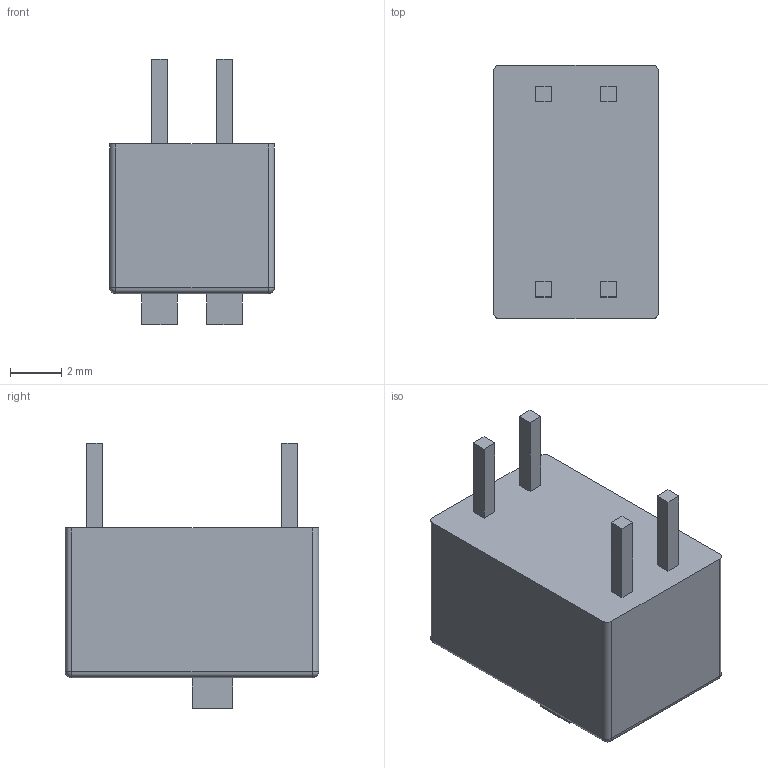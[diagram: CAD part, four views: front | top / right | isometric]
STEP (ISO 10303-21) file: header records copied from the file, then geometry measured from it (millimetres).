
FILE_DESCRIPTION (( 'STEP AP203' ), '1' );
FILE_NAME ('Dip Switch 2.STEP', '2019-12-20T08:02:40', ( '' ), ( '' ), 'SwSTEP 2.0', 'SolidWorks 2017', '' );
FILE_SCHEMA (( 'CONFIG_CONTROL_DESIGN' ));
Length unit declared in the file: millimetre
Products named in the file (1): Dip Switch 2
Bounding box: 6.44 x 9.9 x 10.35 mm (x, y, z)
Volume: 381.9 mm3; surface area: 390.4 mm2
Topology: 3 solids, 3 shells, 68 faces, 156 edges, 96 vertices
Faces by surface type: plane 56, cylinder 8, sphere 4
Entity records: 1917 total; most frequent: CARTESIAN_POINT 317, DIRECTION 306, ORIENTED_EDGE 304, EDGE_CURVE 152, LINE 136, VECTOR 136, VERTEX_POINT 96, AXIS2_PLACEMENT_3D 85
